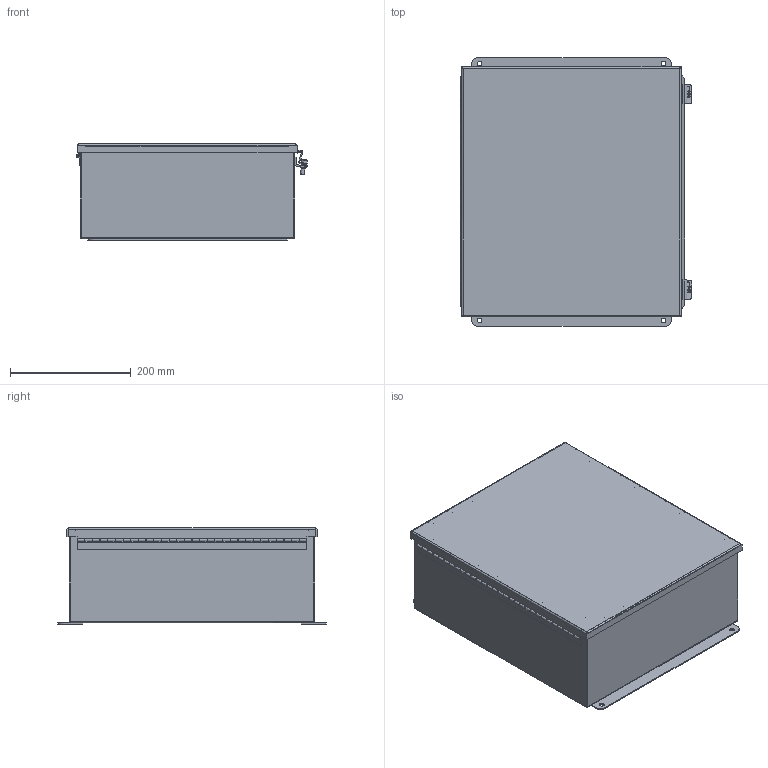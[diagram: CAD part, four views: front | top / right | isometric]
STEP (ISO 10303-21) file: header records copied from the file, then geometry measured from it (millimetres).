
FILE_DESCRIPTION(/* description */ ('NEMA4X/IP66, JIC, ALUM., CH, 16X14X6'),/* implementation_level */ '2;1');
FILE_NAME(/* name */ 'BN4161406CHAL.stp',/* time_stamp */ '2021-10-14T08:15:47-05:00',/* author */ ('samuelbadillo'),/* organization */ (''),/* preprocessor_version */ 'ST-DEVELOPER v18',/* originating_system */ 'Autodesk Inventor 2020',/* authorisation */ '');
FILE_SCHEMA (('AUTOMOTIVE_DESIGN { 1 0 10303 214 3 1 1 }'));
Length unit declared in the file: inch
Products named in the file (14): BN4161406CHAL; B_161406_ALBKP; 32845; 32845TH; 32845LH; 32845P; B_1614CHALLID; 34852; 3086; C2002; 372134; 3887; 38830; B_1614_FIP
Assembly tree (20 placements, depth 3):
  BN4161406CHAL
    B_161406_ALBKP
    32845
      32845TH
      32845LH
      32845P
    B_1614CHALLID
    34852  x2
    3086  x2
    C2002  x2
    372134  x2
    3887  x4
    38830
    B_1614_FIP
Bounding box: 383.17 x 444.5 x 159.36 mm (x, y, z)
Volume: 1203720.4 mm3; surface area: 1263209.6 mm2
Topology: 19 solids, 19 shells, 492 faces, 1219 edges, 773 vertices
Faces by surface type: plane 278, cylinder 157, bspline 28, torus 14, cone 11, sphere 4
Full cylindrical faces by diameter (mm): 2.54 x1, 2.957 x30, 3.967 x4, 4.826 x1, 4.978 x2, 6.35 x11, 7.874 x4, 7.95 x4, 8.738 x2, 10.402 x2
Entity records: 13673 total; most frequent: CARTESIAN_POINT 2941, DIRECTION 2028, ORIENTED_EDGE 2020, EDGE_CURVE 1010, LINE 702, VECTOR 702, AXIS2_PLACEMENT_3D 663, VERTEX_POINT 633
